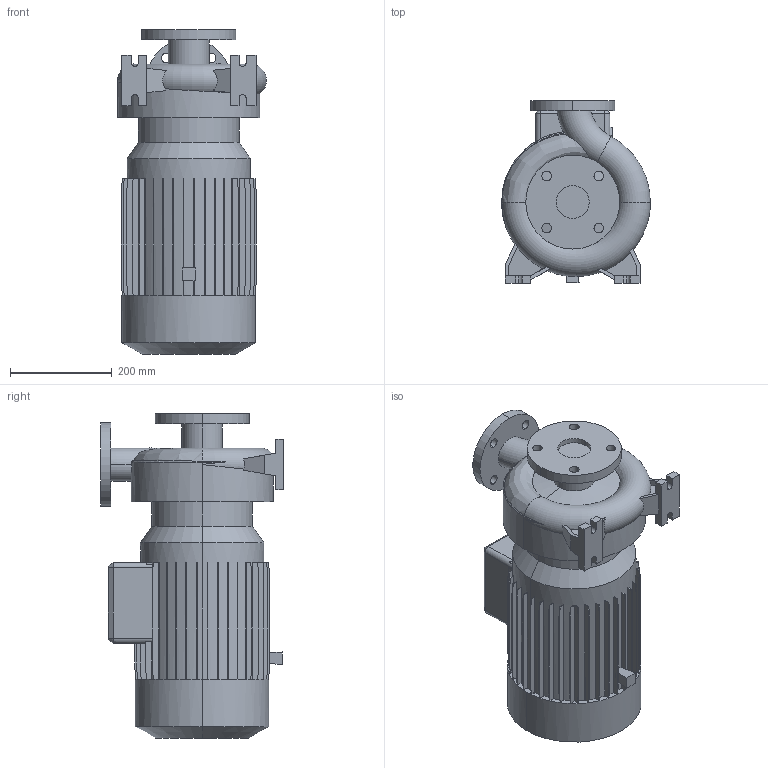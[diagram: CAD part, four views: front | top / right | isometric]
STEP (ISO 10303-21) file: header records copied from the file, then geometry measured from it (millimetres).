
FILE_DESCRIPTION (( 'STEP AP214' ), '1' );
FILE_NAME ('10008452swp02.step', '2022-12-13T10:24:03', ( '' ), ( '' ), 'SwSTEP 2.0', 'SolidWorks 2020', '' );
FILE_SCHEMA (( 'AUTOMOTIVE_DESIGN' ));
Length unit declared in the file: millimetre
Products named in the file (1): 10008452swp02
Bounding box: 292.9 x 360 x 639 mm (x, y, z)
Volume: 30654141.1 mm3; surface area: 994456 mm2
Topology: 1 solids, 1 shells, 393 faces, 1143 edges, 758 vertices
Faces by surface type: plane 321, cylinder 52, cone 11, torus 8, bspline 1
Entity records: 14113 total; most frequent: CARTESIAN_POINT 3590, ORIENTED_EDGE 2286, DIRECTION 2059, EDGE_CURVE 1143, LINE 897, VECTOR 897, VERTEX_POINT 758, AXIS2_PLACEMENT_3D 581
